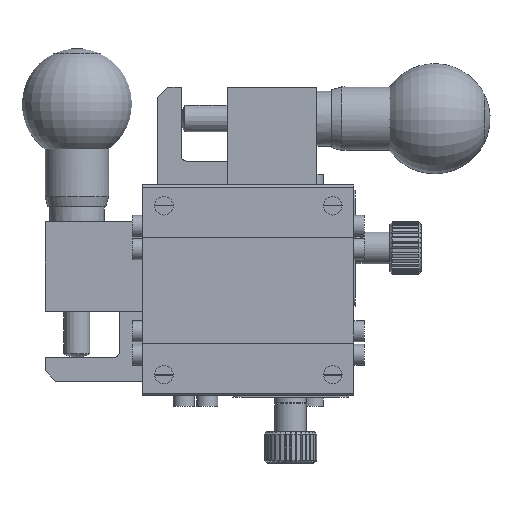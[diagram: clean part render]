
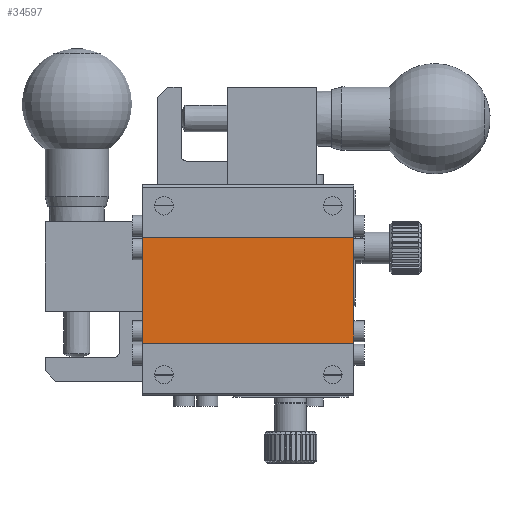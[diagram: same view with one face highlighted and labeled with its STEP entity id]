
A CAD part, front view. The second image highlights one B-rep face of the part: STEP entity #34597.
In plain terms, the highlighted planar face has unit normal (0, -1, 0).
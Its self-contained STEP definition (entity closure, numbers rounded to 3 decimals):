
#652 = CARTESIAN_POINT ( 'NONE',  ( 0., -39.8, -10. ) ) ;
#1672 = VERTEX_POINT ( 'NONE', #89402 ) ;
#4770 = DIRECTION ( 'NONE',  ( 0., 0., 1. ) ) ;
#6728 = VECTOR ( 'NONE', #4770, 1000. ) ;
#11288 = LINE ( 'NONE', #123287, #127257 ) ;
#18343 = ORIENTED_EDGE ( 'NONE', *, *, #96072, .T. ) ;
#22275 = VERTEX_POINT ( 'NONE', #108127 ) ;
#23133 = CARTESIAN_POINT ( 'NONE',  ( 0., -39.8, -30. ) ) ;
#26358 = DIRECTION ( 'NONE',  ( 0., 0., -1. ) ) ;
#29078 = FACE_OUTER_BOUND ( 'NONE', #121707, .T. ) ;
#33332 = VECTOR ( 'NONE', #162377, 1000. ) ;
#34597 = ADVANCED_FACE ( 'NONE', ( #29078 ), #40094, .T. ) ;
#40094 = PLANE ( 'NONE',  #175853 ) ;
#48361 = VERTEX_POINT ( 'NONE', #118007 ) ;
#51596 = VECTOR ( 'NONE', #90295, 1000. ) ;
#72217 = EDGE_CURVE ( 'NONE', #1672, #177336, #11288, .T. ) ;
#76102 = LINE ( 'NONE', #176182, #33332 ) ;
#89402 = CARTESIAN_POINT ( 'NONE',  ( 0., -39.8, -10. ) ) ;
#90295 = DIRECTION ( 'NONE',  ( -1., 0., 0. ) ) ;
#96072 = EDGE_CURVE ( 'NONE', #22275, #48361, #120373, .T. ) ;
#97771 = EDGE_CURVE ( 'NONE', #177336, #22275, #76102, .T. ) ;
#102216 = CARTESIAN_POINT ( 'NONE',  ( 0., -39.8, -10. ) ) ;
#104120 = ORIENTED_EDGE ( 'NONE', *, *, #97771, .T. ) ;
#108127 = CARTESIAN_POINT ( 'NONE',  ( 40., -39.8, -30. ) ) ;
#109544 = DIRECTION ( 'NONE',  ( 0., 0., -1. ) ) ;
#118007 = CARTESIAN_POINT ( 'NONE',  ( 40., -39.8, -10. ) ) ;
#120373 = LINE ( 'NONE', #176451, #6728 ) ;
#121707 = EDGE_LOOP ( 'NONE', ( #122549, #104120, #18343, #170116 ) ) ;
#122549 = ORIENTED_EDGE ( 'NONE', *, *, #72217, .T. ) ;
#123287 = CARTESIAN_POINT ( 'NONE',  ( 0., -39.8, -10. ) ) ;
#127257 = VECTOR ( 'NONE', #109544, 1000. ) ;
#152200 = DIRECTION ( 'NONE',  ( 0., -1., 0. ) ) ;
#162377 = DIRECTION ( 'NONE',  ( 1., 0., 0. ) ) ;
#170116 = ORIENTED_EDGE ( 'NONE', *, *, #177983, .T. ) ;
#175667 = LINE ( 'NONE', #102216, #51596 ) ;
#175853 = AXIS2_PLACEMENT_3D ( 'NONE', #652, #152200, #26358 ) ;
#176182 = CARTESIAN_POINT ( 'NONE',  ( 0., -39.8, -30. ) ) ;
#176451 = CARTESIAN_POINT ( 'NONE',  ( 40., -39.8, -10. ) ) ;
#177336 = VERTEX_POINT ( 'NONE', #23133 ) ;
#177983 = EDGE_CURVE ( 'NONE', #48361, #1672, #175667, .T. ) ;
